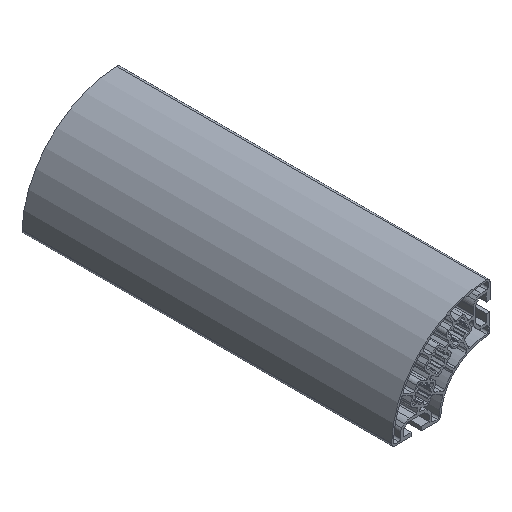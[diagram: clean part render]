
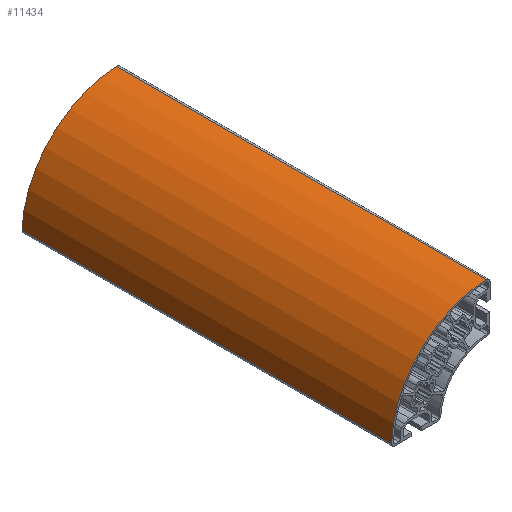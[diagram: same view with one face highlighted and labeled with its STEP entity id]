
A CAD part, isometric view. The second image highlights one B-rep face of the part: STEP entity #11434.
In plain terms, the highlighted cylindrical face has radius 80 mm (diameter 160 mm), a partial arc.
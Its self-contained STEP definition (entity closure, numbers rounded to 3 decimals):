
#1020 = VERTEX_POINT ( 'NONE', #10722 ) ;
#1050 = VERTEX_POINT ( 'NONE', #10804 ) ;
#1073 = VERTEX_POINT ( 'NONE', #10774 ) ;
#1098 = VERTEX_POINT ( 'NONE', #10820 ) ;
#1927 = ORIENTED_EDGE ( 'NONE', *, *, #12171, .T. ) ;
#1930 = ORIENTED_EDGE ( 'NONE', *, *, #12092, .F. ) ;
#1938 = ORIENTED_EDGE ( 'NONE', *, *, #12140, .F. ) ;
#2244 = ORIENTED_EDGE ( 'NONE', *, *, #12137, .T. ) ;
#4768 = EDGE_LOOP ( 'NONE', ( #1938, #1930, #2244, #1927 ) ) ;
#8603 = DIRECTION ( 'NONE',  ( 0., 0., 1. ) ) ;
#8607 = DIRECTION ( 'NONE',  ( 1., 0., 0. ) ) ;
#8614 = CYLINDRICAL_SURFACE ( 'NONE', #9855, 80. ) ;
#8629 = FACE_OUTER_BOUND ( 'NONE', #4768, .T. ) ;
#8644 = CARTESIAN_POINT ( 'NONE',  ( -40., -40., -300. ) ) ;
#9060 = DIRECTION ( 'NONE',  ( 0., 0., 1. ) ) ;
#9077 = CARTESIAN_POINT ( 'NONE',  ( 39.939, -36.883, -300. ) ) ;
#9086 = LINE ( 'NONE', #9077, #10074 ) ;
#9263 = CARTESIAN_POINT ( 'NONE',  ( -40., -40., -300. ) ) ;
#9272 = DIRECTION ( 'NONE',  ( 0., 0., 1. ) ) ;
#9286 = DIRECTION ( 'NONE',  ( 1., 0., 0. ) ) ;
#9287 = CARTESIAN_POINT ( 'NONE',  ( -40., -40., 0. ) ) ;
#9295 = DIRECTION ( 'NONE',  ( 0., 0., 1. ) ) ;
#9315 = DIRECTION ( 'NONE',  ( 1., 0., 0. ) ) ;
#9444 = LINE ( 'NONE', #9477, #10207 ) ;
#9446 = DIRECTION ( 'NONE',  ( 0., 0., 1. ) ) ;
#9477 = CARTESIAN_POINT ( 'NONE',  ( -36.883, 39.939, -300. ) ) ;
#9855 = AXIS2_PLACEMENT_3D ( 'NONE', #8644, #8603, #8607 ) ;
#10074 = VECTOR ( 'NONE', #9060, 1000. ) ;
#10117 = CIRCLE ( 'NONE', #10122, 80. ) ;
#10121 = CIRCLE ( 'NONE', #10135, 80. ) ;
#10122 = AXIS2_PLACEMENT_3D ( 'NONE', #9287, #9295, #9315 ) ;
#10135 = AXIS2_PLACEMENT_3D ( 'NONE', #9263, #9272, #9286 ) ;
#10207 = VECTOR ( 'NONE', #9446, 1000. ) ;
#10722 = CARTESIAN_POINT ( 'NONE',  ( -36.883, 39.939, 0. ) ) ;
#10774 = CARTESIAN_POINT ( 'NONE',  ( -36.883, 39.939, -300. ) ) ;
#10804 = CARTESIAN_POINT ( 'NONE',  ( 39.939, -36.883, 0. ) ) ;
#10820 = CARTESIAN_POINT ( 'NONE',  ( 39.939, -36.883, -300. ) ) ;
#11434 = ADVANCED_FACE ( 'CYL_1', ( #8629 ), #8614, .T. ) ;
#12092 = EDGE_CURVE ( 'NONE', #1098, #1050, #9086, .T. ) ;
#12137 = EDGE_CURVE ( 'NONE', #1098, #1073, #10121, .T. ) ;
#12140 = EDGE_CURVE ( 'NONE', #1050, #1020, #10117, .T. ) ;
#12171 = EDGE_CURVE ( 'NONE', #1073, #1020, #9444, .T. ) ;
